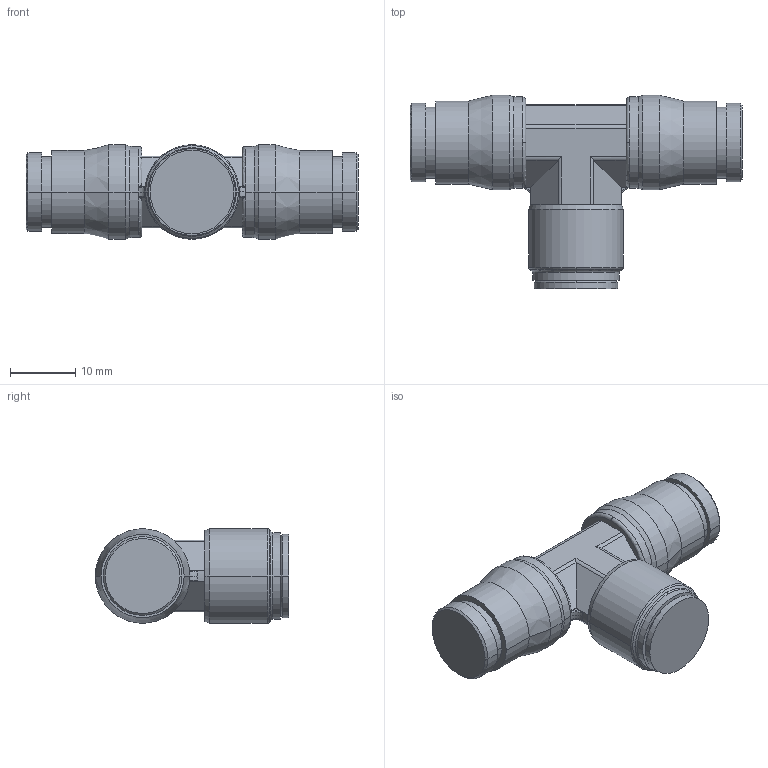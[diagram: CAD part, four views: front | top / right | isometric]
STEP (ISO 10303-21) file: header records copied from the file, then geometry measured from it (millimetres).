
FILE_DESCRIPTION(('STEP AP214'),'1');
FILE_NAME('3808_08_10.stp','2016-07-07T14:27:14',('TraceParts'),('TraceParts S.A.'),'Spatial InterOp 3D',' ',' ');
FILE_SCHEMA(('automotive_design'));
Length unit declared in the file: millimetre
Products named in the file (1): 1
Bounding box: 51.01 x 29.71 x 14.53 mm (x, y, z)
Volume: 8933.5 mm3; surface area: 3314.9 mm2
Topology: 1 solids, 1 shells, 106 faces, 265 edges, 167 vertices
Faces by surface type: cylinder 39, plane 25, cone 24, torus 18
Entity records: 8989 total; most frequent: CARTESIAN_POINT 6427, DIRECTION 564, ORIENTED_EDGE 530, EDGE_CURVE 265, AXIS2_PLACEMENT_3D 236, VERTEX_POINT 167, CIRCLE 121, EDGE_LOOP 112
